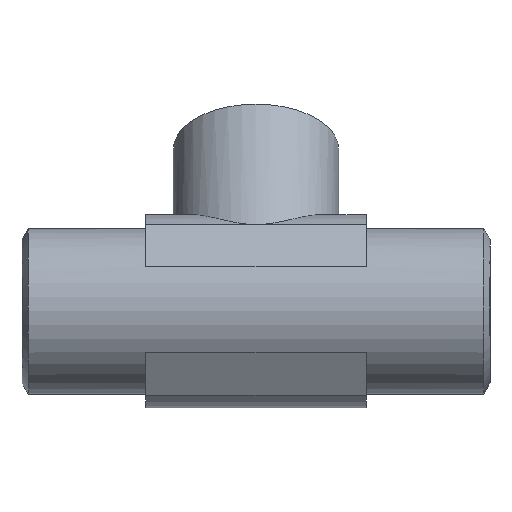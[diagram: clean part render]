
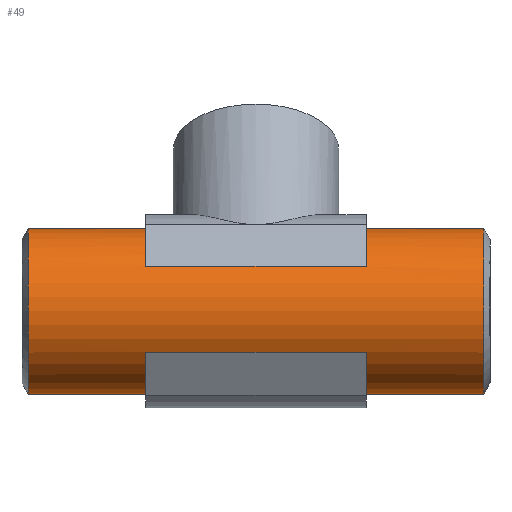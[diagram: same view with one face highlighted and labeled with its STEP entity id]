
A CAD part, top view. The second image highlights one B-rep face of the part: STEP entity #49.
In plain terms, the highlighted cylindrical face has radius 38.1 mm (diameter 76.2 mm), a full revolution.
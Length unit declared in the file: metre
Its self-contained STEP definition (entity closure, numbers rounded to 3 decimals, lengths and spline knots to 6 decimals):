
#49 = ADVANCED_FACE( '', ( #104, #105, #106 ), #107, .T. );
#104 = FACE_OUTER_BOUND( '', #166, .T. );
#105 = FACE_OUTER_BOUND( '', #167, .T. );
#106 = FACE_BOUND( '', #168, .T. );
#107 = CYLINDRICAL_SURFACE( '', #169, 0.0381 );
#166 = EDGE_LOOP( '', ( #239 ) );
#167 = EDGE_LOOP( '', ( #240 ) );
#168 = EDGE_LOOP( '', ( #241, #242, #243, #244 ) );
#169 = AXIS2_PLACEMENT_3D( '', #245, #246, #247 );
#239 = ORIENTED_EDGE( '', *, *, #329, .T. );
#240 = ORIENTED_EDGE( '', *, *, #330, .T. );
#241 = ORIENTED_EDGE( '', *, *, #331, .T. );
#242 = ORIENTED_EDGE( '', *, *, #319, .T. );
#243 = ORIENTED_EDGE( '', *, *, #332, .F. );
#244 = ORIENTED_EDGE( '', *, *, #313, .F. );
#245 = CARTESIAN_POINT( '', ( 0.107728, 1.560576, 1.54271 ) );
#246 = DIRECTION( '', ( 1., 0., 0. ) );
#247 = DIRECTION( '', ( 0., -0.702, -0.712 ) );
#313 = EDGE_CURVE( '', #353, #348, #355, .T. );
#319 = EDGE_CURVE( '', #365, #362, #366, .T. );
#329 = EDGE_CURVE( '', #380, #380, #381, .F. );
#330 = EDGE_CURVE( '', #382, #382, #383, .F. );
#331 = EDGE_CURVE( '', #353, #365, #384, .T. );
#332 = EDGE_CURVE( '', #348, #362, #385, .T. );
#348 = VERTEX_POINT( '', #404 );
#353 = VERTEX_POINT( '', #411 );
#355 = LINE( '', #414, #415 );
#362 = VERTEX_POINT( '', #422 );
#365 = VERTEX_POINT( '', #426 );
#366 = LINE( '', #427, #428 );
#380 = VERTEX_POINT( '', #600 );
#381 = CIRCLE( '', #601, 0.0381 );
#382 = VERTEX_POINT( '', #602 );
#383 = CIRCLE( '', #603, 0.0381 );
#384 = CIRCLE( '', #604, 0.0381 );
#385 = CIRCLE( '', #605, 0.0381 );
#404 = CARTESIAN_POINT( '', ( -0.0508, 1.541735, 1.575825 ) );
#411 = CARTESIAN_POINT( '', ( 0.0508, 1.541735, 1.575825 ) );
#414 = CARTESIAN_POINT( '', ( 0.0508, 1.541735, 1.575825 ) );
#415 = VECTOR( '', #721, 1. );
#422 = CARTESIAN_POINT( '', ( -0.0508, 1.58122, 1.574732 ) );
#426 = CARTESIAN_POINT( '', ( 0.0508, 1.58122, 1.574732 ) );
#427 = CARTESIAN_POINT( '', ( 0.0508, 1.58122, 1.574732 ) );
#428 = VECTOR( '', #729, 1. );
#600 = CARTESIAN_POINT( '', ( 0.104793, 1.560576, 1.50461 ) );
#601 = AXIS2_PLACEMENT_3D( '', #739, #740, #741 );
#602 = CARTESIAN_POINT( '', ( -0.104793, 1.560576, 1.58081 ) );
#603 = AXIS2_PLACEMENT_3D( '', #742, #743, #744 );
#604 = AXIS2_PLACEMENT_3D( '', #745, #746, #747 );
#605 = AXIS2_PLACEMENT_3D( '', #748, #749, #750 );
#721 = DIRECTION( '', ( -1., 0., 0. ) );
#729 = DIRECTION( '', ( -1., 0., 0. ) );
#739 = CARTESIAN_POINT( '', ( 0.104793, 1.560576, 1.54271 ) );
#740 = DIRECTION( '', ( 1., 0., 0. ) );
#741 = DIRECTION( '', ( 0., 0., -1. ) );
#742 = CARTESIAN_POINT( '', ( -0.104793, 1.560576, 1.54271 ) );
#743 = DIRECTION( '', ( -1., 0., 0. ) );
#744 = DIRECTION( '', ( 0., 0., 1. ) );
#745 = CARTESIAN_POINT( '', ( 0.0508, 1.560576, 1.54271 ) );
#746 = DIRECTION( '', ( 1., 0., 0. ) );
#747 = DIRECTION( '', ( 0., 0., -1. ) );
#748 = CARTESIAN_POINT( '', ( -0.0508, 1.560576, 1.54271 ) );
#749 = DIRECTION( '', ( 1., 0., 0. ) );
#750 = DIRECTION( '', ( 0., 0., -1. ) );
